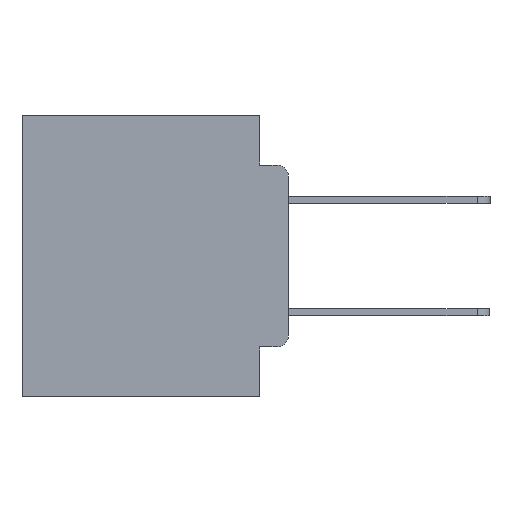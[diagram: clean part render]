
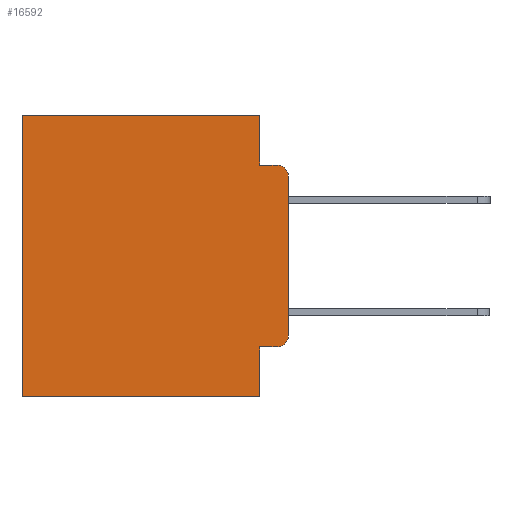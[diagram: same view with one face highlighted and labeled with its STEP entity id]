
A CAD part, left-side view. The second image highlights one B-rep face of the part: STEP entity #16592.
In plain terms, the highlighted planar face has unit normal (-1, 0, 0).
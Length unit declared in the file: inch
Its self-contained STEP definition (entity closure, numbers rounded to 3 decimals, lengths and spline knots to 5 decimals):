
#398 = VECTOR ( 'NONE', #5931, 39.37008 ) ;
#1037 = CARTESIAN_POINT ( 'NONE',  ( 0.298, 0., 0. ) ) ;
#1081 = VERTEX_POINT ( 'NONE', #16165 ) ;
#1938 = DIRECTION ( 'NONE',  ( 0., -1., 0. ) ) ;
#2085 = LINE ( 'NONE', #24667, #16900 ) ;
#2245 = CIRCLE ( 'NONE', #16538, 0.02 ) ;
#2332 = EDGE_LOOP ( 'NONE', ( #19476, #20639, #20739, #21296, #21322, #21593, #22293, #24042, #23859, #16217 ) ) ;
#2435 = CARTESIAN_POINT ( 'NONE',  ( 0.298, 0.473, 0. ) ) ;
#3090 = DIRECTION ( 'NONE',  ( 0., 0., -1. ) ) ;
#3700 = DIRECTION ( 'NONE',  ( -1., 0., 0. ) ) ;
#4037 = VECTOR ( 'NONE', #23744, 39.37008 ) ;
#4112 = CARTESIAN_POINT ( 'NONE',  ( 0.298, 0.051, -0.4115 ) ) ;
#4230 = CARTESIAN_POINT ( 'NONE',  ( 0.298, 0.02, -0.4115 ) ) ;
#4318 = VERTEX_POINT ( 'NONE', #9561 ) ;
#4447 = VERTEX_POINT ( 'NONE', #4230 ) ;
#4663 = CARTESIAN_POINT ( 'NONE',  ( 0.298, 0.051, -0.0885 ) ) ;
#5218 = PLANE ( 'NONE',  #21957 ) ;
#5431 = VECTOR ( 'NONE', #11616, 39.37008 ) ;
#5690 = LINE ( 'NONE', #24941, #20938 ) ;
#5924 = VERTEX_POINT ( 'NONE', #21096 ) ;
#5931 = DIRECTION ( 'NONE',  ( 0., 0., -1. ) ) ;
#6321 = LINE ( 'NONE', #14057, #16908 ) ;
#6555 = LINE ( 'NONE', #17836, #398 ) ;
#8241 = CARTESIAN_POINT ( 'NONE',  ( 0.298, 0.02, -0.1085 ) ) ;
#8768 = DIRECTION ( 'NONE',  ( 0., -1., 0. ) ) ;
#9078 = EDGE_CURVE ( 'NONE', #1081, #14445, #21929, .T. ) ;
#9279 = DIRECTION ( 'NONE',  ( 0., 0., -1. ) ) ;
#9561 = CARTESIAN_POINT ( 'NONE',  ( 0.298, 0.473, -0.5 ) ) ;
#10018 = VERTEX_POINT ( 'NONE', #10548 ) ;
#10237 = DIRECTION ( 'NONE',  ( 0., 0., -1. ) ) ;
#10455 = EDGE_CURVE ( 'NONE', #1081, #15508, #19362, .T. ) ;
#10548 = CARTESIAN_POINT ( 'NONE',  ( 0.298, 0., -0.3915 ) ) ;
#11616 = DIRECTION ( 'NONE',  ( 0., 1., 0. ) ) ;
#11894 = CARTESIAN_POINT ( 'NONE',  ( 0.298, 0.051, 0. ) ) ;
#11942 = FACE_OUTER_BOUND ( 'NONE', #2332, .T. ) ;
#12067 = EDGE_CURVE ( 'NONE', #5924, #10018, #23605, .T. ) ;
#12818 = AXIS2_PLACEMENT_3D ( 'NONE', #8241, #22087, #10237 ) ;
#14057 = CARTESIAN_POINT ( 'NONE',  ( 0.298, 0.051, -0.4115 ) ) ;
#14445 = VERTEX_POINT ( 'NONE', #2435 ) ;
#15508 = VERTEX_POINT ( 'NONE', #15779 ) ;
#15600 = EDGE_CURVE ( 'NONE', #5924, #18580, #20381, .T. ) ;
#15744 = CARTESIAN_POINT ( 'NONE',  ( 0.298, 0.02, -0.3915 ) ) ;
#15779 = CARTESIAN_POINT ( 'NONE',  ( 0.298, 0.051, -0.0885 ) ) ;
#16165 = CARTESIAN_POINT ( 'NONE',  ( 0.298, 0.051, 0. ) ) ;
#16217 = ORIENTED_EDGE ( 'NONE', *, *, #19724, .T. ) ;
#16538 = AXIS2_PLACEMENT_3D ( 'NONE', #15744, #3700, #17721 ) ;
#16592 = ADVANCED_FACE ( 'NONE', ( #11942 ), #5218, .F. ) ;
#16743 = DIRECTION ( 'NONE',  ( 0., 0., -1. ) ) ;
#16858 = EDGE_CURVE ( 'NONE', #18673, #4447, #6321, .T. ) ;
#16900 = VECTOR ( 'NONE', #16743, 39.37008 ) ;
#16908 = VECTOR ( 'NONE', #1938, 39.37008 ) ;
#17102 = DIRECTION ( 'NONE',  ( 0., 1., 0. ) ) ;
#17721 = DIRECTION ( 'NONE',  ( 0., 0., -1. ) ) ;
#17836 = CARTESIAN_POINT ( 'NONE',  ( 0.298, 0.473, 0. ) ) ;
#18029 = VERTEX_POINT ( 'NONE', #20058 ) ;
#18580 = VERTEX_POINT ( 'NONE', #23726 ) ;
#18673 = VERTEX_POINT ( 'NONE', #4112 ) ;
#19159 = CARTESIAN_POINT ( 'NONE',  ( 0.298, 0., 0. ) ) ;
#19362 = LINE ( 'NONE', #11894, #4037 ) ;
#19476 = ORIENTED_EDGE ( 'NONE', *, *, #12067, .F. ) ;
#19724 = EDGE_CURVE ( 'NONE', #4447, #10018, #2245, .T. ) ;
#20058 = CARTESIAN_POINT ( 'NONE',  ( 0.298, 0.051, -0.5 ) ) ;
#20381 = CIRCLE ( 'NONE', #12818, 0.02 ) ;
#20639 = ORIENTED_EDGE ( 'NONE', *, *, #15600, .T. ) ;
#20739 = ORIENTED_EDGE ( 'NONE', *, *, #24968, .F. ) ;
#20938 = VECTOR ( 'NONE', #17102, 39.37008 ) ;
#21063 = EDGE_CURVE ( 'NONE', #14445, #4318, #6555, .T. ) ;
#21096 = CARTESIAN_POINT ( 'NONE',  ( 0.298, 0., -0.1085 ) ) ;
#21146 = DIRECTION ( 'NONE',  ( 1., 0., 0. ) ) ;
#21296 = ORIENTED_EDGE ( 'NONE', *, *, #10455, .F. ) ;
#21322 = ORIENTED_EDGE ( 'NONE', *, *, #9078, .T. ) ;
#21567 = CARTESIAN_POINT ( 'NONE',  ( 0.298, 0., 0. ) ) ;
#21593 = ORIENTED_EDGE ( 'NONE', *, *, #21063, .T. ) ;
#21929 = LINE ( 'NONE', #21567, #5431 ) ;
#21957 = AXIS2_PLACEMENT_3D ( 'NONE', #19159, #21146, #9279 ) ;
#22087 = DIRECTION ( 'NONE',  ( -1., 0., 0. ) ) ;
#22293 = ORIENTED_EDGE ( 'NONE', *, *, #24594, .F. ) ;
#22767 = VECTOR ( 'NONE', #8768, 39.37008 ) ;
#23004 = VECTOR ( 'NONE', #3090, 39.37008 ) ;
#23605 = LINE ( 'NONE', #1037, #23004 ) ;
#23726 = CARTESIAN_POINT ( 'NONE',  ( 0.298, 0.02, -0.0885 ) ) ;
#23744 = DIRECTION ( 'NONE',  ( 0., 0., -1. ) ) ;
#23859 = ORIENTED_EDGE ( 'NONE', *, *, #16858, .T. ) ;
#23989 = LINE ( 'NONE', #4663, #22767 ) ;
#24042 = ORIENTED_EDGE ( 'NONE', *, *, #25015, .F. ) ;
#24594 = EDGE_CURVE ( 'NONE', #18029, #4318, #5690, .T. ) ;
#24667 = CARTESIAN_POINT ( 'NONE',  ( 0.298, 0.051, 0. ) ) ;
#24941 = CARTESIAN_POINT ( 'NONE',  ( 0.298, 0., -0.5 ) ) ;
#24968 = EDGE_CURVE ( 'NONE', #15508, #18580, #23989, .T. ) ;
#25015 = EDGE_CURVE ( 'NONE', #18673, #18029, #2085, .T. ) ;
